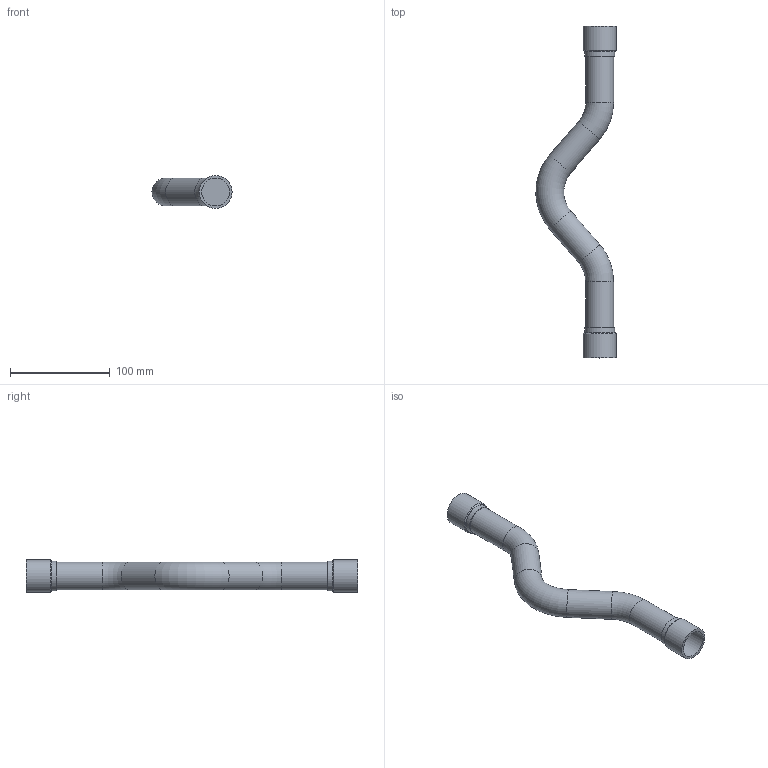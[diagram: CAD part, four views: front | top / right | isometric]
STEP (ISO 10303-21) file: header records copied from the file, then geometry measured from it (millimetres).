
FILE_DESCRIPTION( ( 'Unknown' ), '1' );
FILE_NAME( 'F25DN28.stp', 'Unknown', ( 'Unknown' ), ( 'Unknown' ), 'PSStep 14.0', 'Unknown', ' ' );
FILE_SCHEMA( ( 'AUTOMOTIVE_DESIGN { 1 0 10303 214 1 1 1 1 }' ) );
Length unit declared in the file: millimetre
Products named in the file (1): 1
Bounding box: 80.38 x 333 x 33 mm (x, y, z)
Volume: 61174.3 mm3; surface area: 63751.4 mm2
Topology: 1 solids, 2 shells, 32 faces, 62 edges, 40 vertices
Faces by surface type: cylinder 14, plane 10, torus 6, cone 2
Full cylindrical faces by diameter (mm): 25 x4, 28 x6, 30 x2, 33 x2
Entity records: 894 total; most frequent: DIRECTION 126, CARTESIAN_POINT 93, AXIS2_PLACEMENT_3D 63, EDGE_LOOP 60, ORIENTED_EDGE 60, FACE_OUTER_BOUND 52, STYLED_ITEM 32, PRESENTATION_STYLE_ASSIGNMENT 32
